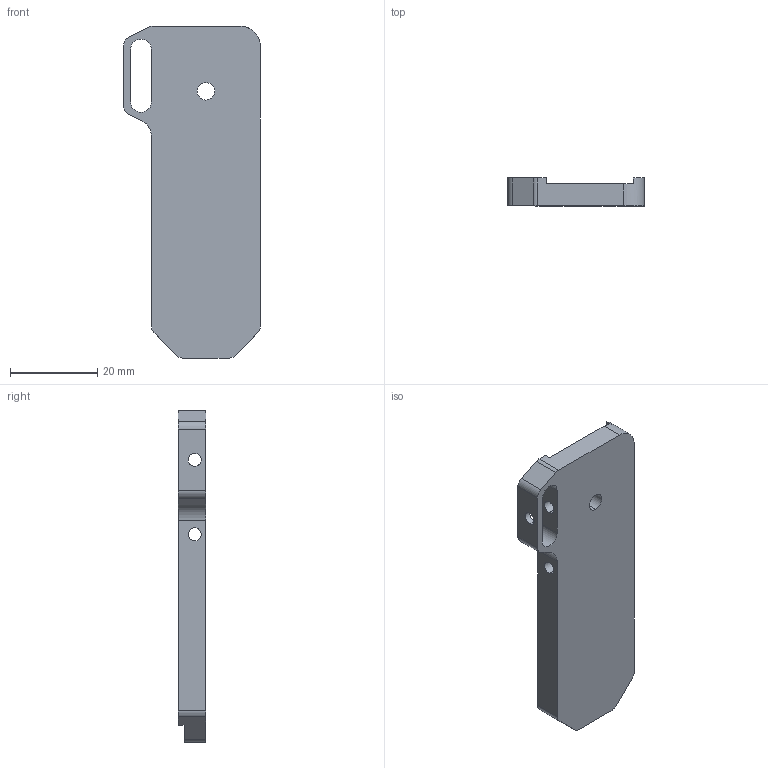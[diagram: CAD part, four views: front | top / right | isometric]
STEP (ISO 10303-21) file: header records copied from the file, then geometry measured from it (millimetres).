
FILE_DESCRIPTION (( 'STEP AP214' ), '1' );
FILE_NAME ('Right Insert - 300mm.STEP', '2019-09-28T19:39:48', ( '' ), ( '' ), 'SwSTEP 2.0', 'SolidWorks 2018', '' );
FILE_SCHEMA (( 'AUTOMOTIVE_DESIGN' ));
Length unit declared in the file: inch
Products named in the file (1): Right Insert - 300mm
Bounding box: 31.38 x 6.35 x 76.2 mm (x, y, z)
Volume: 9665.7 mm3; surface area: 5952.8 mm2
Topology: 1 solids, 1 shells, 37 faces, 105 edges, 70 vertices
Faces by surface type: cylinder 20, plane 17
Entity records: 1280 total; most frequent: DIRECTION 222, CARTESIAN_POINT 213, ORIENTED_EDGE 210, EDGE_CURVE 105, AXIS2_PLACEMENT_3D 79, VERTEX_POINT 70, LINE 64, VECTOR 64
